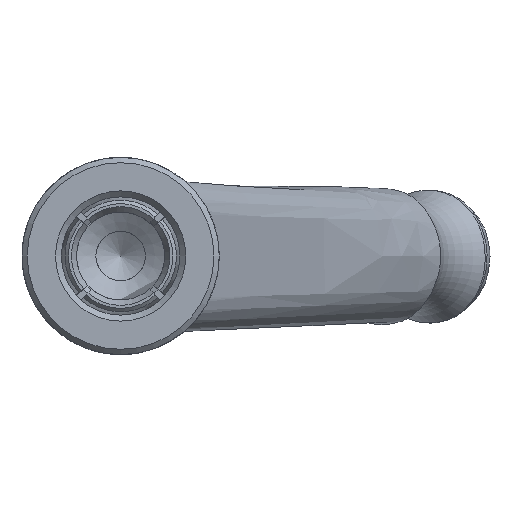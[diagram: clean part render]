
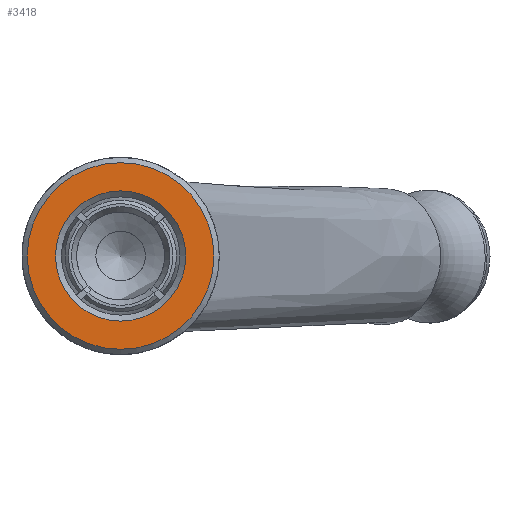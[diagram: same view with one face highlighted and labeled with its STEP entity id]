
A CAD part, left-side view. The second image highlights one B-rep face of the part: STEP entity #3418.
In plain terms, the highlighted planar face has unit normal (-1, 0, 0).
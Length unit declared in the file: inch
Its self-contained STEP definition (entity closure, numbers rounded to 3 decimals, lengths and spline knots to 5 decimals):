
#101=FACE_BOUND('',#620,.T.);
#185=PLANE('',#3802);
#417=FACE_OUTER_BOUND('',#619,.T.);
#619=EDGE_LOOP('',(#3057));
#620=EDGE_LOOP('',(#3058));
#809=CIRCLE('',#3779,0.53);
#821=CIRCLE('',#3801,0.37);
#1632=VERTEX_POINT('',#6818);
#1643=VERTEX_POINT('',#6858);
#2102=EDGE_CURVE('',#1632,#1632,#809,.T.);
#2121=EDGE_CURVE('',#1643,#1643,#821,.T.);
#3057=ORIENTED_EDGE('',*,*,#2102,.F.);
#3058=ORIENTED_EDGE('',*,*,#2121,.T.);
#3418=ADVANCED_FACE('',(#417,#101),#185,.T.);
#3779=AXIS2_PLACEMENT_3D('',#6820,#4676,#4677);
#3801=AXIS2_PLACEMENT_3D('',#6860,#4727,#4728);
#3802=AXIS2_PLACEMENT_3D('',#6861,#4729,#4730);
#4676=DIRECTION('center_axis',(1.,0.,0.));
#4677=DIRECTION('ref_axis',(0.,1.,0.));
#4727=DIRECTION('center_axis',(1.,0.,0.));
#4728=DIRECTION('ref_axis',(0.,1.,0.));
#4729=DIRECTION('center_axis',(-1.,0.,0.));
#4730=DIRECTION('ref_axis',(0.,0.,1.));
#6818=CARTESIAN_POINT('',(0.,-0.53,0.));
#6820=CARTESIAN_POINT('Origin',(0.,0.,
0.));
#6858=CARTESIAN_POINT('',(0.,-0.37,0.));
#6860=CARTESIAN_POINT('Origin',(0.,0.,0.));
#6861=CARTESIAN_POINT('Origin',(0.,0.45,0.));
